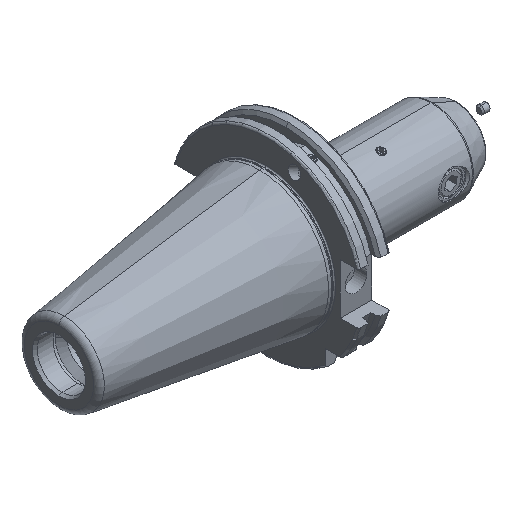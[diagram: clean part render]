
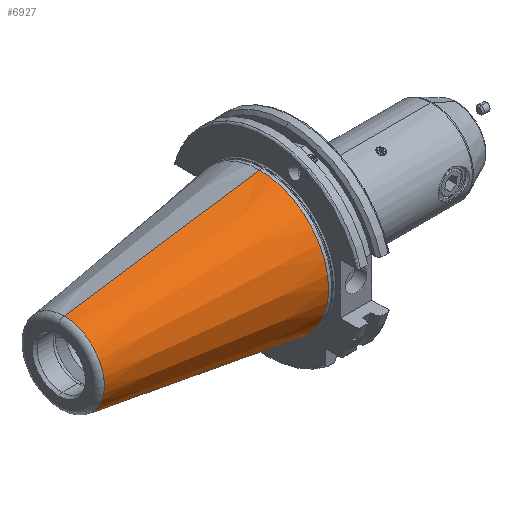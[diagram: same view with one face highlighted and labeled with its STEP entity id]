
A CAD part, isometric view. The second image highlights one B-rep face of the part: STEP entity #6927.
In plain terms, the highlighted conical face has half-angle 8.297 degrees and reference radius 34.925 mm.
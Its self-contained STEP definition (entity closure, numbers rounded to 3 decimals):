
#70 = ORIENTED_EDGE ( 'NONE', *, *, #6918, .T. ) ;
#443 = CARTESIAN_POINT ( 'NONE',  ( 0., 0., -34.925 ) ) ;
#444 = CARTESIAN_POINT ( 'NONE',  ( -99.183, 0., 20.461 ) ) ;
#477 = AXIS2_PLACEMENT_3D ( 'NONE', #533, #532, #531 ) ;
#478 = CONICAL_SURFACE ( 'NONE', #477, 34.925, 0.145 ) ;
#479 = FACE_OUTER_BOUND ( 'NONE', #6925, .T. ) ;
#480 = CARTESIAN_POINT ( 'NONE',  ( -99.183, 0., -20.461 ) ) ;
#495 = DIRECTION ( 'NONE',  ( 0., 0., -1. ) ) ;
#496 = DIRECTION ( 'NONE',  ( -1., 0., 0. ) ) ;
#497 = AXIS2_PLACEMENT_3D ( 'NONE', #504, #496, #495 ) ;
#498 = CIRCLE ( 'NONE', #497, 34.925 ) ;
#499 = DIRECTION ( 'NONE',  ( 0., 0., -1. ) ) ;
#500 = DIRECTION ( 'NONE',  ( -1., 0., 0. ) ) ;
#501 = CARTESIAN_POINT ( 'NONE',  ( -99.183, 0., 0. ) ) ;
#502 = AXIS2_PLACEMENT_3D ( 'NONE', #501, #500, #499 ) ;
#503 = CIRCLE ( 'NONE', #502, 20.461 ) ;
#504 = CARTESIAN_POINT ( 'NONE',  ( 0., 0., 0. ) ) ;
#531 = DIRECTION ( 'NONE',  ( 0., 0., 1. ) ) ;
#532 = DIRECTION ( 'NONE',  ( 1., 0., 0. ) ) ;
#533 = CARTESIAN_POINT ( 'NONE',  ( 0., 0., 0. ) ) ;
#4435 = DIRECTION ( 'NONE',  ( 0.99, 0., 0.144 ) ) ;
#4436 = VECTOR ( 'NONE', #4435, 1000. ) ;
#4437 = CARTESIAN_POINT ( 'NONE',  ( 0., 0., 34.925 ) ) ;
#4438 = LINE ( 'NONE', #4437, #4436 ) ;
#4529 = DIRECTION ( 'NONE',  ( 0.99, 0., -0.144 ) ) ;
#4530 = VECTOR ( 'NONE', #4529, 1000. ) ;
#4531 = CARTESIAN_POINT ( 'NONE',  ( 0., 0., -34.925 ) ) ;
#4532 = LINE ( 'NONE', #4531, #4530 ) ;
#4549 = CARTESIAN_POINT ( 'NONE',  ( 0., 0., 34.925 ) ) ;
#6453 = EDGE_CURVE ( 'NONE', #6915, #6496, #4438, .T. ) ;
#6495 = ORIENTED_EDGE ( 'NONE', *, *, #6453, .F. ) ;
#6496 = VERTEX_POINT ( 'NONE', #4549 ) ;
#6507 = EDGE_CURVE ( 'NONE', #6926, #6916, #4532, .T. ) ;
#6915 = VERTEX_POINT ( 'NONE', #444 ) ;
#6916 = VERTEX_POINT ( 'NONE', #443 ) ;
#6917 = EDGE_CURVE ( 'NONE', #6926, #6915, #503, .T. ) ;
#6918 = EDGE_CURVE ( 'NONE', #6916, #6496, #498, .T. ) ;
#6919 = ORIENTED_EDGE ( 'NONE', *, *, #6507, .T. ) ;
#6925 = EDGE_LOOP ( 'NONE', ( #6933, #6919, #70, #6495 ) ) ;
#6926 = VERTEX_POINT ( 'NONE', #480 ) ;
#6927 = ADVANCED_FACE ( 'NONE', ( #479 ), #478, .T. ) ;
#6933 = ORIENTED_EDGE ( 'NONE', *, *, #6917, .F. ) ;
